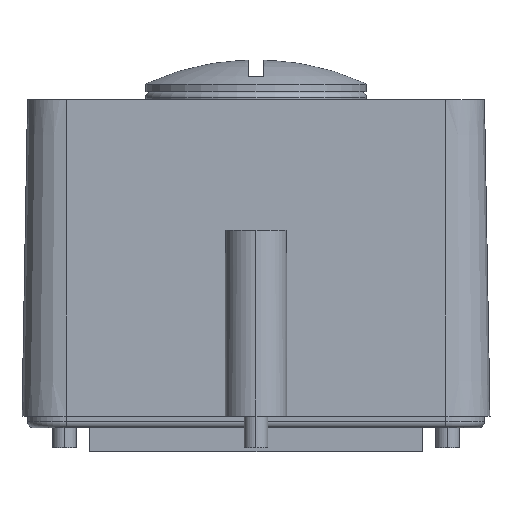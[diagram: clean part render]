
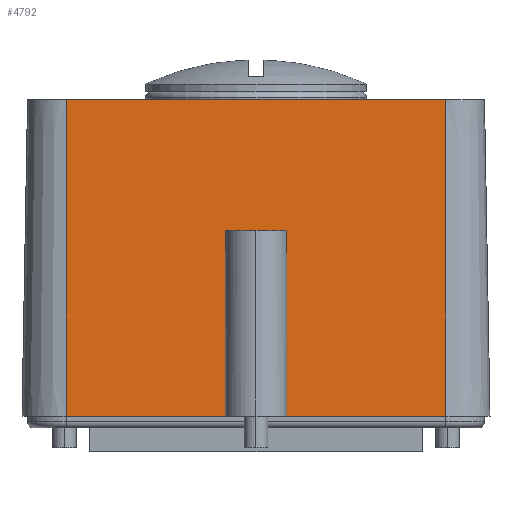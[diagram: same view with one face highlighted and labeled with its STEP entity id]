
A CAD part, front view. The second image highlights one B-rep face of the part: STEP entity #4792.
In plain terms, the highlighted planar face has unit normal (0, -1, 0.018).
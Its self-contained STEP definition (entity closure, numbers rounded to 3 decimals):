
#4763=AXIS2_PLACEMENT_3D('Plane Axis2P3D',#4760,#4761,#4762) ;
#1962=CARTESIAN_POINT('Vertex',(5.6,7.698,44.5)) ;
#1965=CARTESIAN_POINT('Line Origine',(29.6,7.698,44.5)) ;
#1969=CARTESIAN_POINT('Vertex',(53.6,7.698,44.5)) ;
#4120=CARTESIAN_POINT('Vertex',(26.11,7.41,28.)) ;
#4143=CARTESIAN_POINT('Vertex',(33.09,7.41,28.)) ;
#4146=CARTESIAN_POINT('Line Origine',(29.6,7.41,28.)) ;
#4595=CARTESIAN_POINT('Vertex',(5.6,7.,4.5)) ;
#4598=CARTESIAN_POINT('Line Origine',(5.6,7.349,24.5)) ;
#4616=CARTESIAN_POINT('Control Point',(25.7,7.,4.5)) ;
#4617=CARTESIAN_POINT('Control Point',(26.11,7.41,28.)) ;
#4618=CARTESIAN_POINT('Vertex',(25.7,7.,4.5)) ;
#4746=CARTESIAN_POINT('Vertex',(33.5,7.,4.5)) ;
#4750=CARTESIAN_POINT('Control Point',(33.5,7.,4.5)) ;
#4751=CARTESIAN_POINT('Control Point',(33.09,7.41,28.)) ;
#4760=CARTESIAN_POINT('Axis2P3D Location',(59.2,7.,4.5)) ;
#4765=CARTESIAN_POINT('Line Origine',(29.6,7.,4.5)) ;
#4769=CARTESIAN_POINT('Vertex',(53.6,7.,4.5)) ;
#4772=CARTESIAN_POINT('Line Origine',(53.6,7.349,24.5)) ;
#4777=CARTESIAN_POINT('Line Origine',(29.6,7.,4.5)) ;
#1966=DIRECTION('Vector Direction',(-1.,0.,0.)) ;
#4147=DIRECTION('Vector Direction',(1.,0.,0.)) ;
#4599=DIRECTION('Vector Direction',(0.,-0.017,-1.)) ;
#4761=DIRECTION('Axis2P3D Direction',(0.,-1.,0.017)) ;
#4762=DIRECTION('Axis2P3D XDirection',(-1.,0.,0.)) ;
#4766=DIRECTION('Vector Direction',(-1.,0.,0.)) ;
#4773=DIRECTION('Vector Direction',(0.,-0.017,-1.)) ;
#4778=DIRECTION('Vector Direction',(-1.,0.,0.)) ;
#1967=VECTOR('Line Direction',#1966,1.) ;
#4148=VECTOR('Line Direction',#4147,1.) ;
#4600=VECTOR('Line Direction',#4599,1.) ;
#4767=VECTOR('Line Direction',#4766,1.) ;
#4774=VECTOR('Line Direction',#4773,1.) ;
#4779=VECTOR('Line Direction',#4778,1.) ;
#4783=ORIENTED_EDGE('',*,*,#4771,.F.) ;
#4784=ORIENTED_EDGE('',*,*,#4776,.T.) ;
#4785=ORIENTED_EDGE('',*,*,#1971,.F.) ;
#4786=ORIENTED_EDGE('',*,*,#4602,.F.) ;
#4787=ORIENTED_EDGE('',*,*,#4781,.F.) ;
#4788=ORIENTED_EDGE('',*,*,#4620,.T.) ;
#4789=ORIENTED_EDGE('',*,*,#4150,.T.) ;
#4790=ORIENTED_EDGE('',*,*,#4752,.F.) ;
#4792=ADVANCED_FACE('Hauptkoerper',(#4791),#4764,.T.) ;
#4615=B_SPLINE_CURVE_WITH_KNOTS('',1,(#4616,#4617),.UNSPECIFIED.,.F.,.U.,(2,2),(-11.754,11.754),.UNSPECIFIED.) ;
#4749=B_SPLINE_CURVE_WITH_KNOTS('',1,(#4750,#4751),.UNSPECIFIED.,.F.,.U.,(2,2),(-11.754,11.754),.UNSPECIFIED.) ;
#1971=EDGE_CURVE('',#1963,#1970,#1968,.F.) ;
#4150=EDGE_CURVE('',#4121,#4144,#4149,.T.) ;
#4602=EDGE_CURVE('',#4596,#1963,#4601,.F.) ;
#4620=EDGE_CURVE('',#4619,#4121,#4615,.T.) ;
#4752=EDGE_CURVE('',#4747,#4144,#4749,.T.) ;
#4771=EDGE_CURVE('',#4770,#4747,#4768,.T.) ;
#4776=EDGE_CURVE('',#4770,#1970,#4775,.F.) ;
#4781=EDGE_CURVE('',#4619,#4596,#4780,.T.) ;
#4782=EDGE_LOOP('',(#4783,#4784,#4785,#4786,#4787,#4788,#4789,#4790)) ;
#4791=FACE_OUTER_BOUND('',#4782,.T.) ;
#1968=LINE('Line',#1965,#1967) ;
#4149=LINE('Line',#4146,#4148) ;
#4601=LINE('Line',#4598,#4600) ;
#4768=LINE('Line',#4765,#4767) ;
#4775=LINE('Line',#4772,#4774) ;
#4780=LINE('Line',#4777,#4779) ;
#4764=PLANE('',#4763) ;
#1963=VERTEX_POINT('',#1962) ;
#1970=VERTEX_POINT('',#1969) ;
#4121=VERTEX_POINT('',#4120) ;
#4144=VERTEX_POINT('',#4143) ;
#4596=VERTEX_POINT('',#4595) ;
#4619=VERTEX_POINT('',#4618) ;
#4747=VERTEX_POINT('',#4746) ;
#4770=VERTEX_POINT('',#4769) ;
